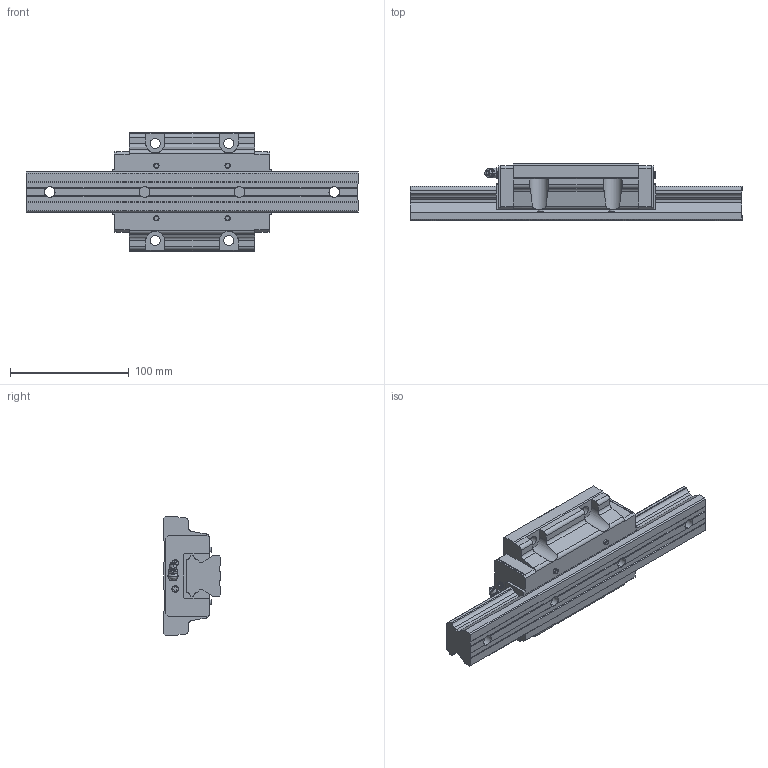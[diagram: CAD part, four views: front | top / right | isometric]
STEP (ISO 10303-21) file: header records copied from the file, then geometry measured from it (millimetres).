
FILE_DESCRIPTION (( 'STEP AP203' ), '1' );
FILE_NAME ('HSR35LCSSC.STEP', '2016-03-29T11:38:05', ( 'EOS' ), ( '' ), 'SwSTEP 2.0', 'SolidWorks 2016', '' );
FILE_SCHEMA (( 'CONFIG_CONTROL_DESIGN' ));
Length unit declared in the file: millimetre
Products named in the file (4): 2_2; 3; HSR35LCSSC; 1
Assembly tree (3 placements, depth 2):
  HSR35LCSSC
    1
    2_2
    3
Bounding box: 280 x 48 x 100 mm (x, y, z)
Volume: 560761.7 mm3; surface area: 90048.3 mm2
Topology: 3 solids, 3 shells, 343 faces, 923 edges, 596 vertices
Faces by surface type: plane 214, cylinder 76, cone 28, bspline 25
Entity records: 11797 total; most frequent: CARTESIAN_POINT 2926, ORIENTED_EDGE 1830, DIRECTION 1696, EDGE_CURVE 915, VECTOR 600, LINE 600, VERTEX_POINT 596, AXIS2_PLACEMENT_3D 548
